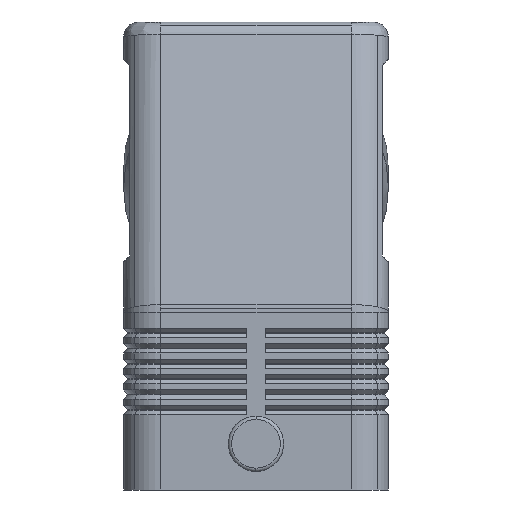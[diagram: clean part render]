
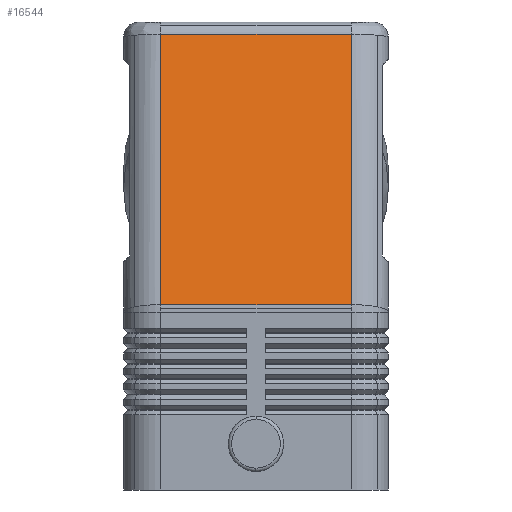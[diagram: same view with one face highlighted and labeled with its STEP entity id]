
A CAD part, left-side view. The second image highlights one B-rep face of the part: STEP entity #16544.
In plain terms, the highlighted planar face has unit normal (-0.98, 0, 0.2).
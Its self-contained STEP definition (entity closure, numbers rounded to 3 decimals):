
#727=CARTESIAN_POINT('',(-59.879,-15.5,30.094));
#728=VERTEX_POINT('',#727);
#736=CARTESIAN_POINT('',(-59.879,15.5,30.094));
#737=VERTEX_POINT('',#736);
#738=CARTESIAN_POINT('',(-59.879,-15.5,30.094));
#739=DIRECTION('',(0.0,1.0,0.0));
#740=VECTOR('',#739,31.);
#741=LINE('',#738,#740);
#742=EDGE_CURVE('',#728,#737,#741,.T.);
#16084=CARTESIAN_POINT('',(-50.909,-15.5,74.));
#16085=VERTEX_POINT('',#16084);
#16093=CARTESIAN_POINT('',(-50.909,-15.5,74.));
#16094=DIRECTION('',(-0.2,0.0,-0.98));
#16095=VECTOR('',#16094,44.813);
#16096=LINE('',#16093,#16095);
#16097=EDGE_CURVE('',#16085,#728,#16096,.T.);
#16521=CARTESIAN_POINT('',(-50.5,0.0,76.0));
#16522=DIRECTION('',(-0.98,0.0,0.2));
#16523=DIRECTION('',(0.2,0.0,0.98));
#16524=AXIS2_PLACEMENT_3D('',#16521,#16522,#16523);
#16525=PLANE('',#16524);
#16526=ORIENTED_EDGE('',*,*,#16097,.F.);
#16527=CARTESIAN_POINT('',(-50.909,15.5,74.));
#16528=VERTEX_POINT('',#16527);
#16529=CARTESIAN_POINT('',(-50.909,15.5,74.));
#16530=DIRECTION('',(0.0,-1.0,0.0));
#16531=VECTOR('',#16530,31.);
#16532=LINE('',#16529,#16531);
#16533=EDGE_CURVE('',#16528,#16085,#16532,.T.);
#16534=ORIENTED_EDGE('',*,*,#16533,.F.);
#16535=CARTESIAN_POINT('',(-59.879,15.5,30.094));
#16536=DIRECTION('',(0.2,0.0,0.98));
#16537=VECTOR('',#16536,44.813);
#16538=LINE('',#16535,#16537);
#16539=EDGE_CURVE('',#737,#16528,#16538,.T.);
#16540=ORIENTED_EDGE('',*,*,#16539,.F.);
#16541=ORIENTED_EDGE('',*,*,#742,.F.);
#16542=EDGE_LOOP('',(#16526,#16534,#16540,#16541));
#16543=FACE_OUTER_BOUND('',#16542,.T.);
#16544=ADVANCED_FACE('',(#16543),#16525,.T.);
